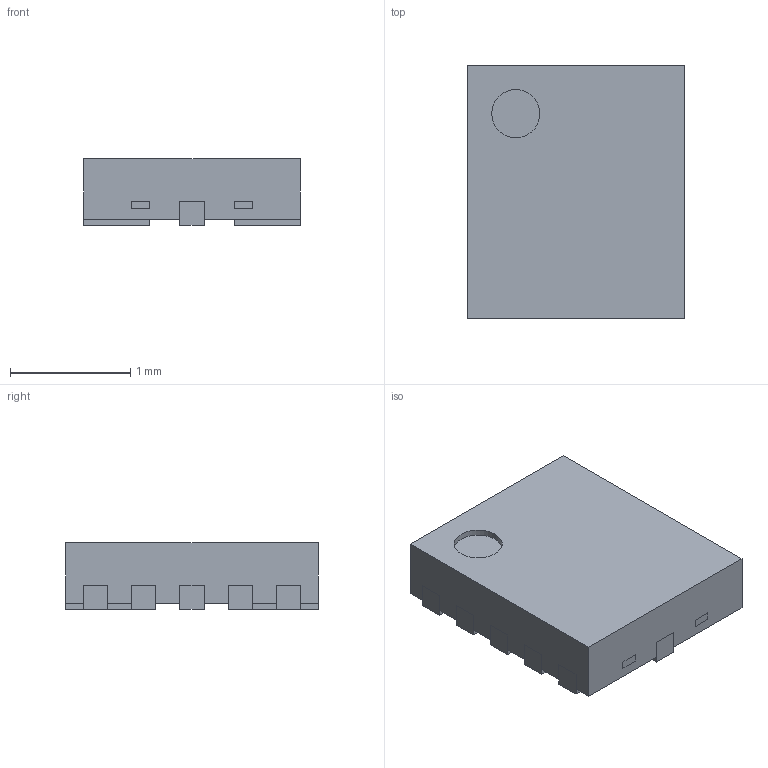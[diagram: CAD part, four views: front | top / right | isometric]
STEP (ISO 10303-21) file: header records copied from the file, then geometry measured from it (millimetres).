
FILE_DESCRIPTION((''),'2;1');
FILE_NAME('TEXAS_RUT (R-PUQFN-N12).stp','2014-10-27T13:25:55',(''),(''),'Mechanical Desktop 2011','Mechanical Desktop 2011',', , ');
FILE_SCHEMA(('AUTOMOTIVE_DESIGN { 1 2 10303 214 1 1 1 1 }'));
Length unit declared in the file: millimetre
Products named in the file (1): Product
Bounding box: 1.8 x 2.1 x 0.55 mm (x, y, z)
Volume: 2 mm3; surface area: 20.3 mm2
Topology: 16 solids, 16 shells, 164 faces, 405 edges, 270 vertices
Faces by surface type: plane 94, bspline 68, cylinder 2
Entity records: 4806 total; most frequent: CARTESIAN_POINT 1044, ORIENTED_EDGE 810, DIRECTION 603, EDGE_CURVE 405, VECTOR 401, LINE 401, VERTEX_POINT 270, EDGE_LOOP 169
